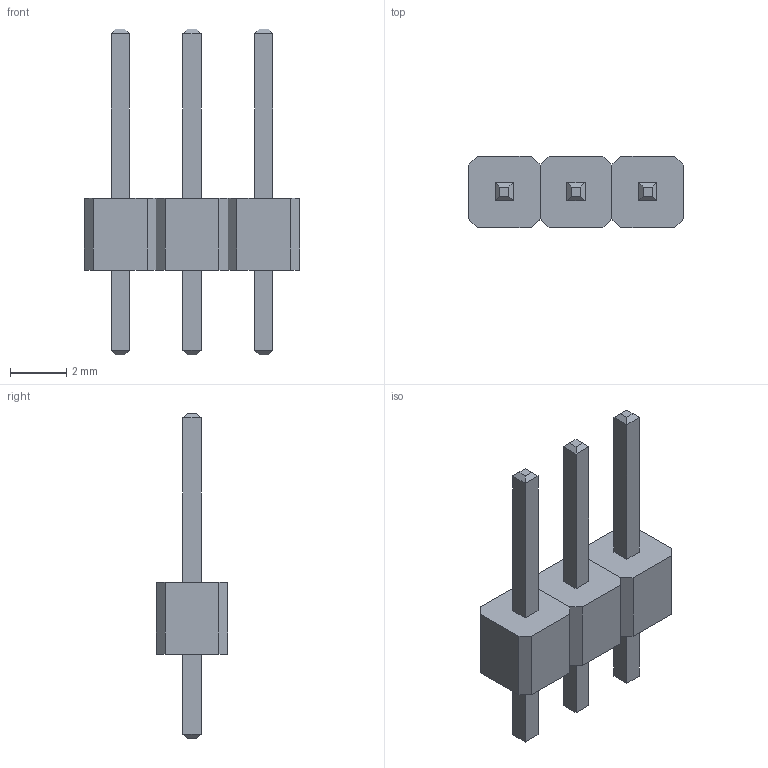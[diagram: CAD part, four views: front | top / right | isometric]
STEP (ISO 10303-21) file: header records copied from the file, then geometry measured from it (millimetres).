
FILE_DESCRIPTION(('FreeCAD Model'),'2;1');
FILE_NAME('Pin_Header_Straight_01x03.step','2019-08-07T18:16:28',(''),(''), 'Open CASCADE STEP processor 7.3','FreeCAD','Unknown');
FILE_SCHEMA(('AUTOMOTIVE_DESIGN { 1 0 10303 214 1 1 1 1 }'));
Length unit declared in the file: millimetre
Products named in the file (1): Pin_Header_Straight_01x03
Bounding box: 7.62 x 2.54 x 11.54 mm (x, y, z)
Volume: 58.5 mm3; surface area: 176.7 mm2
Topology: 3 solids, 3 shells, 84 faces, 192 edges, 120 vertices
Faces by surface type: plane 84
Entity records: 2881 total; most frequent: CARTESIAN_POINT 397, ORIENTED_EDGE 384, DIRECTION 362, EDGE_CURVE 192, LINE 192, VECTOR 192, VERTEX_POINT 120, FACE_BOUND 90
